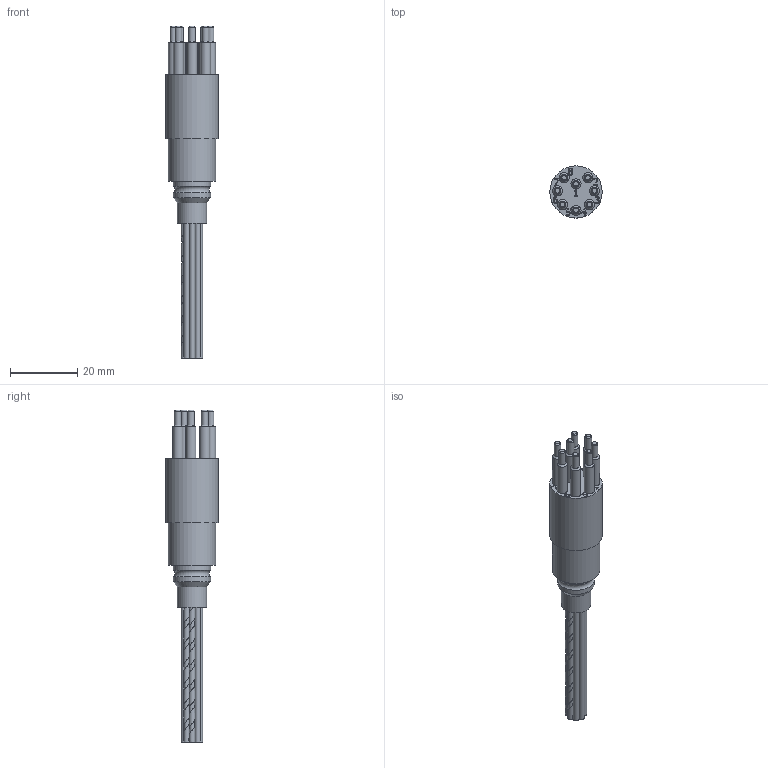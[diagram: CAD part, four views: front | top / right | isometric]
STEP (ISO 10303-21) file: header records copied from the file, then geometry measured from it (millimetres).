
FILE_DESCRIPTION(/* description */ (''),/* implementation_level */ '2;1');
FILE_NAME(/* name */ 'MCOM8M.stp',/* time_stamp */ '2014-11-26T09:45:27+01:00',/* author */ ('sh'),/* organization */ (''),/* preprocessor_version */ 'ST-DEVELOPER v15.2',/* originating_system */ 'Autodesk Inventor 2014',/* authorisation */ '');
FILE_SCHEMA (('AUTOMOTIVE_DESIGN { 1 0 10303 214 3 1 1 }'));
Length unit declared in the file: millimetre
Products named in the file (1): MCOM8M
Bounding box: 15.5 x 15.5 x 98.5 mm (x, y, z)
Volume: 7709 mm3; surface area: 5267.5 mm2
Topology: 1 solids, 1 shells, 229 faces, 558 edges, 362 vertices
Faces by surface type: plane 93, bspline 86, cylinder 32, cone 17, torus 1
Full cylindrical faces by diameter (mm): 1.7 x6, 2 x8, 3 x8, 6.7 x1, 8.7 x1, 11 x2, 14 x1, 15.5 x1
Entity records: 8475 total; most frequent: CARTESIAN_POINT 3564, ORIENTED_EDGE 1020, DIRECTION 694, EDGE_CURVE 510, VERTEX_POINT 360, EDGE_LOOP 306, LINE 266, VECTOR 266
